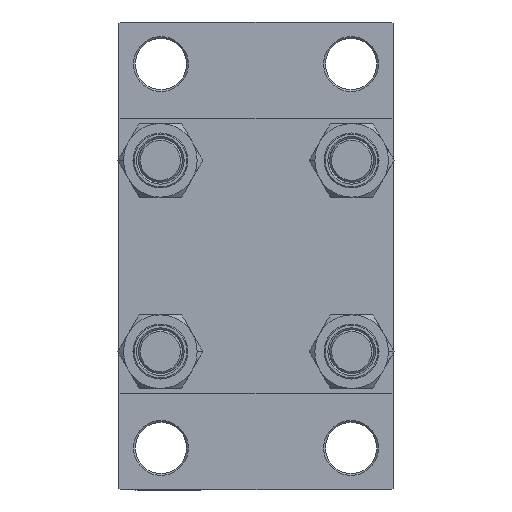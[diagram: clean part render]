
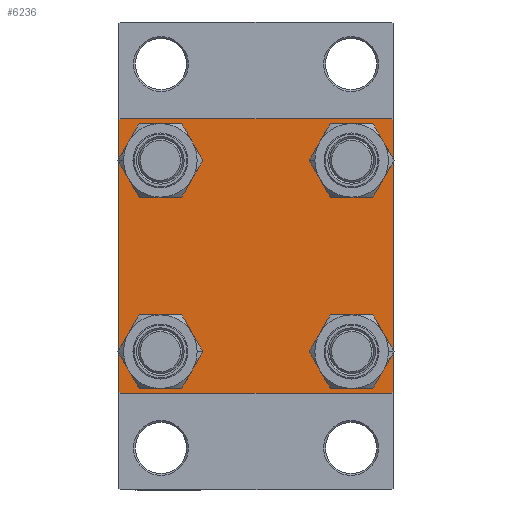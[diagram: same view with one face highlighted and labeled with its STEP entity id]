
A CAD part, left-side view. The second image highlights one B-rep face of the part: STEP entity #6236.
In plain terms, the highlighted planar face has unit normal (-1, 0, 0).
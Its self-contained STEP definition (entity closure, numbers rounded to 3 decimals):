
#534 = AXIS2_PLACEMENT_3D ( 'NONE', #32409, #24782, #3255 ) ;
#881 = CARTESIAN_POINT ( 'NONE',  ( 0., 37.25, -37.25 ) ) ;
#947 = EDGE_LOOP ( 'NONE', ( #15685, #35966 ) ) ;
#1213 = DIRECTION ( 'NONE',  ( 0., -1., 0. ) ) ;
#1626 = DIRECTION ( 'NONE',  ( 0., 0., 1. ) ) ;
#1825 = CARTESIAN_POINT ( 'NONE',  ( 0., 37.5, 37.5 ) ) ;
#2298 = VECTOR ( 'NONE', #1213, 1000. ) ;
#2653 = CARTESIAN_POINT ( 'NONE',  ( 0., 26.15, 26.15 ) ) ;
#2913 = ORIENTED_EDGE ( 'NONE', *, *, #35257, .F. ) ;
#3255 = DIRECTION ( 'NONE',  ( 0., 0., 1. ) ) ;
#3306 = VECTOR ( 'NONE', #18130, 1000. ) ;
#3471 = DIRECTION ( 'NONE',  ( 1., 0., 0. ) ) ;
#3491 = CIRCLE ( 'NONE', #30198, 6.5 ) ;
#4527 = EDGE_LOOP ( 'NONE', ( #41517, #25284, #40873, #40067, #10826, #21480, #2913, #9524 ) ) ;
#4579 = AXIS2_PLACEMENT_3D ( 'NONE', #19774, #34357, #1626 ) ;
#4593 = LINE ( 'NONE', #11544, #12693 ) ;
#4691 = DIRECTION ( 'NONE',  ( 0., -0.707, -0.707 ) ) ;
#4776 = CIRCLE ( 'NONE', #30686, 6.5 ) ;
#5872 = LINE ( 'NONE', #1825, #15533 ) ;
#6236 = ADVANCED_FACE ( 'NONE', ( #12843, #41968, #9271, #9976, #45794 ), #27654, .T. ) ;
#6547 = EDGE_CURVE ( 'NONE', #38357, #17308, #41790, .T. ) ;
#6916 = DIRECTION ( 'NONE',  ( 0., 0., -1. ) ) ;
#7372 = CARTESIAN_POINT ( 'NONE',  ( 0., 26.15, -26.15 ) ) ;
#7503 = VERTEX_POINT ( 'NONE', #18830 ) ;
#7597 = AXIS2_PLACEMENT_3D ( 'NONE', #39778, #3471, #31445 ) ;
#8015 = EDGE_CURVE ( 'NONE', #46444, #38701, #41193, .T. ) ;
#9092 = CARTESIAN_POINT ( 'NONE',  ( 0., 37.5, -37.5 ) ) ;
#9271 = FACE_BOUND ( 'NONE', #947, .T. ) ;
#9524 = ORIENTED_EDGE ( 'NONE', *, *, #33152, .T. ) ;
#9868 = VERTEX_POINT ( 'NONE', #41737 ) ;
#9976 = FACE_BOUND ( 'NONE', #42076, .T. ) ;
#10218 = CIRCLE ( 'NONE', #16301, 6.5 ) ;
#10826 = ORIENTED_EDGE ( 'NONE', *, *, #14632, .F. ) ;
#10860 = CIRCLE ( 'NONE', #15430, 6.5 ) ;
#10959 = DIRECTION ( 'NONE',  ( 1., 0., 0. ) ) ;
#11183 = CARTESIAN_POINT ( 'NONE',  ( 0., 26.15, 32.65 ) ) ;
#11374 = CARTESIAN_POINT ( 'NONE',  ( 0., 26.15, -32.65 ) ) ;
#11544 = CARTESIAN_POINT ( 'NONE',  ( 0., -37.5, 37.5 ) ) ;
#11707 = VERTEX_POINT ( 'NONE', #28433 ) ;
#11746 = CARTESIAN_POINT ( 'NONE',  ( 0., -26.15, 19.65 ) ) ;
#11856 = LINE ( 'NONE', #44557, #35079 ) ;
#12693 = VECTOR ( 'NONE', #41127, 1000. ) ;
#12843 = FACE_BOUND ( 'NONE', #20996, .T. ) ;
#13444 = ORIENTED_EDGE ( 'NONE', *, *, #8015, .T. ) ;
#13639 = DIRECTION ( 'NONE',  ( 1., 0., 0. ) ) ;
#13938 = EDGE_CURVE ( 'NONE', #17828, #23335, #3491, .T. ) ;
#14485 = VERTEX_POINT ( 'NONE', #16819 ) ;
#14632 = EDGE_CURVE ( 'NONE', #42324, #7503, #4593, .T. ) ;
#14824 = CARTESIAN_POINT ( 'NONE',  ( 0., 37., -37.5 ) ) ;
#15410 = EDGE_CURVE ( 'NONE', #38701, #46444, #36373, .T. ) ;
#15430 = AXIS2_PLACEMENT_3D ( 'NONE', #37163, #40268, #40744 ) ;
#15533 = VECTOR ( 'NONE', #27854, 1000. ) ;
#15685 = ORIENTED_EDGE ( 'NONE', *, *, #21504, .T. ) ;
#15772 = DIRECTION ( 'NONE',  ( 0., 0.707, -0.707 ) ) ;
#16104 = CARTESIAN_POINT ( 'NONE',  ( 0., -37.5, 37. ) ) ;
#16301 = AXIS2_PLACEMENT_3D ( 'NONE', #27969, #39183, #41812 ) ;
#16410 = DIRECTION ( 'NONE',  ( 1., 0., 0. ) ) ;
#16415 = ORIENTED_EDGE ( 'NONE', *, *, #15410, .T. ) ;
#16819 = CARTESIAN_POINT ( 'NONE',  ( 0., 37.5, 37. ) ) ;
#17308 = VERTEX_POINT ( 'NONE', #28548 ) ;
#17828 = VERTEX_POINT ( 'NONE', #42419 ) ;
#18130 = DIRECTION ( 'NONE',  ( 0., 0.707, 0.707 ) ) ;
#18443 = VERTEX_POINT ( 'NONE', #26709 ) ;
#18830 = CARTESIAN_POINT ( 'NONE',  ( 0., -37.5, -37. ) ) ;
#18928 = ORIENTED_EDGE ( 'NONE', *, *, #25693, .T. ) ;
#19774 = CARTESIAN_POINT ( 'NONE',  ( 0., 0., 0. ) ) ;
#19934 = CARTESIAN_POINT ( 'NONE',  ( 0., -26.15, -26.15 ) ) ;
#20064 = LINE ( 'NONE', #45600, #42132 ) ;
#20468 = DIRECTION ( 'NONE',  ( 0., 0., 1. ) ) ;
#20996 = EDGE_LOOP ( 'NONE', ( #29562, #31555 ) ) ;
#21248 = CARTESIAN_POINT ( 'NONE',  ( 0., 37.5, 37.5 ) ) ;
#21480 = ORIENTED_EDGE ( 'NONE', *, *, #44729, .T. ) ;
#21504 = EDGE_CURVE ( 'NONE', #29868, #26904, #34287, .T. ) ;
#22418 = DIRECTION ( 'NONE',  ( 0., 0., 1. ) ) ;
#22625 = EDGE_CURVE ( 'NONE', #17308, #7503, #11856, .T. ) ;
#22839 = DIRECTION ( 'NONE',  ( 0., -0.707, 0.707 ) ) ;
#23092 = LINE ( 'NONE', #881, #27731 ) ;
#23335 = VERTEX_POINT ( 'NONE', #11183 ) ;
#24782 = DIRECTION ( 'NONE',  ( 1., 0., 0. ) ) ;
#25284 = ORIENTED_EDGE ( 'NONE', *, *, #45126, .T. ) ;
#25528 = DIRECTION ( 'NONE',  ( 0., 0., 1. ) ) ;
#25693 = EDGE_CURVE ( 'NONE', #23335, #17828, #37353, .T. ) ;
#26709 = CARTESIAN_POINT ( 'NONE',  ( 0., -26.15, 32.65 ) ) ;
#26904 = VERTEX_POINT ( 'NONE', #11374 ) ;
#27654 = PLANE ( 'NONE',  #4579 ) ;
#27731 = VECTOR ( 'NONE', #4691, 1000. ) ;
#27854 = DIRECTION ( 'NONE',  ( 0., -1., 0. ) ) ;
#27969 = CARTESIAN_POINT ( 'NONE',  ( 0., -26.15, 26.15 ) ) ;
#28131 = EDGE_LOOP ( 'NONE', ( #13444, #16415 ) ) ;
#28406 = LINE ( 'NONE', #21248, #39204 ) ;
#28433 = CARTESIAN_POINT ( 'NONE',  ( 0., 37.5, -37. ) ) ;
#28437 = VERTEX_POINT ( 'NONE', #11746 ) ;
#28548 = CARTESIAN_POINT ( 'NONE',  ( 0., -37., -37.5 ) ) ;
#29562 = ORIENTED_EDGE ( 'NONE', *, *, #31906, .T. ) ;
#29604 = CARTESIAN_POINT ( 'NONE',  ( 0., -37.25, 37.25 ) ) ;
#29749 = CARTESIAN_POINT ( 'NONE',  ( 0., 26.15, -19.65 ) ) ;
#29868 = VERTEX_POINT ( 'NONE', #29749 ) ;
#30198 = AXIS2_PLACEMENT_3D ( 'NONE', #2653, #13639, #25528 ) ;
#30686 = AXIS2_PLACEMENT_3D ( 'NONE', #7372, #10959, #22418 ) ;
#31445 = DIRECTION ( 'NONE',  ( 0., 0., 1. ) ) ;
#31458 = CARTESIAN_POINT ( 'NONE',  ( 0., 26.15, -26.15 ) ) ;
#31555 = ORIENTED_EDGE ( 'NONE', *, *, #35549, .T. ) ;
#31906 = EDGE_CURVE ( 'NONE', #18443, #28437, #10860, .T. ) ;
#32409 = CARTESIAN_POINT ( 'NONE',  ( 0., -26.15, -26.15 ) ) ;
#32562 = CARTESIAN_POINT ( 'NONE',  ( 0., -26.15, -32.65 ) ) ;
#33152 = EDGE_CURVE ( 'NONE', #9868, #14485, #20064, .T. ) ;
#34279 = DIRECTION ( 'NONE',  ( 1., 0., 0. ) ) ;
#34287 = CIRCLE ( 'NONE', #45690, 6.5 ) ;
#34357 = DIRECTION ( 'NONE',  ( -1., 0., 0. ) ) ;
#35079 = VECTOR ( 'NONE', #22839, 1000. ) ;
#35086 = CARTESIAN_POINT ( 'NONE',  ( 0., -37., 37.5 ) ) ;
#35257 = EDGE_CURVE ( 'NONE', #9868, #37695, #5872, .T. ) ;
#35549 = EDGE_CURVE ( 'NONE', #28437, #18443, #10218, .T. ) ;
#35966 = ORIENTED_EDGE ( 'NONE', *, *, #42750, .T. ) ;
#36373 = CIRCLE ( 'NONE', #534, 6.5 ) ;
#37163 = CARTESIAN_POINT ( 'NONE',  ( 0., -26.15, 26.15 ) ) ;
#37353 = CIRCLE ( 'NONE', #7597, 6.5 ) ;
#37695 = VERTEX_POINT ( 'NONE', #35086 ) ;
#38177 = AXIS2_PLACEMENT_3D ( 'NONE', #19934, #34279, #41199 ) ;
#38357 = VERTEX_POINT ( 'NONE', #14824 ) ;
#38701 = VERTEX_POINT ( 'NONE', #32562 ) ;
#39183 = DIRECTION ( 'NONE',  ( 1., 0., 0. ) ) ;
#39204 = VECTOR ( 'NONE', #6916, 1000. ) ;
#39778 = CARTESIAN_POINT ( 'NONE',  ( 0., 26.15, 26.15 ) ) ;
#39935 = EDGE_CURVE ( 'NONE', #14485, #11707, #28406, .T. ) ;
#40067 = ORIENTED_EDGE ( 'NONE', *, *, #22625, .T. ) ;
#40268 = DIRECTION ( 'NONE',  ( 1., 0., 0. ) ) ;
#40744 = DIRECTION ( 'NONE',  ( 0., 0., 1. ) ) ;
#40873 = ORIENTED_EDGE ( 'NONE', *, *, #6547, .T. ) ;
#41127 = DIRECTION ( 'NONE',  ( 0., 0., -1. ) ) ;
#41193 = CIRCLE ( 'NONE', #38177, 6.5 ) ;
#41199 = DIRECTION ( 'NONE',  ( 0., 0., 1. ) ) ;
#41517 = ORIENTED_EDGE ( 'NONE', *, *, #39935, .T. ) ;
#41737 = CARTESIAN_POINT ( 'NONE',  ( 0., 37., 37.5 ) ) ;
#41790 = LINE ( 'NONE', #9092, #2298 ) ;
#41812 = DIRECTION ( 'NONE',  ( 0., 0., 1. ) ) ;
#41968 = FACE_BOUND ( 'NONE', #28131, .T. ) ;
#42076 = EDGE_LOOP ( 'NONE', ( #18928, #45372 ) ) ;
#42132 = VECTOR ( 'NONE', #15772, 1000. ) ;
#42268 = CARTESIAN_POINT ( 'NONE',  ( 0., -26.15, -19.65 ) ) ;
#42324 = VERTEX_POINT ( 'NONE', #16104 ) ;
#42419 = CARTESIAN_POINT ( 'NONE',  ( 0., 26.15, 19.65 ) ) ;
#42750 = EDGE_CURVE ( 'NONE', #26904, #29868, #4776, .T. ) ;
#43914 = LINE ( 'NONE', #29604, #3306 ) ;
#44557 = CARTESIAN_POINT ( 'NONE',  ( 0., -37.25, -37.25 ) ) ;
#44729 = EDGE_CURVE ( 'NONE', #42324, #37695, #43914, .T. ) ;
#45126 = EDGE_CURVE ( 'NONE', #11707, #38357, #23092, .T. ) ;
#45372 = ORIENTED_EDGE ( 'NONE', *, *, #13938, .T. ) ;
#45600 = CARTESIAN_POINT ( 'NONE',  ( 0., 37.25, 37.25 ) ) ;
#45690 = AXIS2_PLACEMENT_3D ( 'NONE', #31458, #16410, #20468 ) ;
#45794 = FACE_OUTER_BOUND ( 'NONE', #4527, .T. ) ;
#46444 = VERTEX_POINT ( 'NONE', #42268 ) ;
